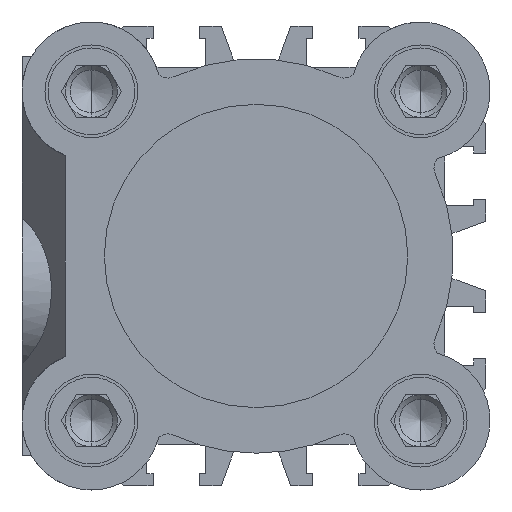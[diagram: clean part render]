
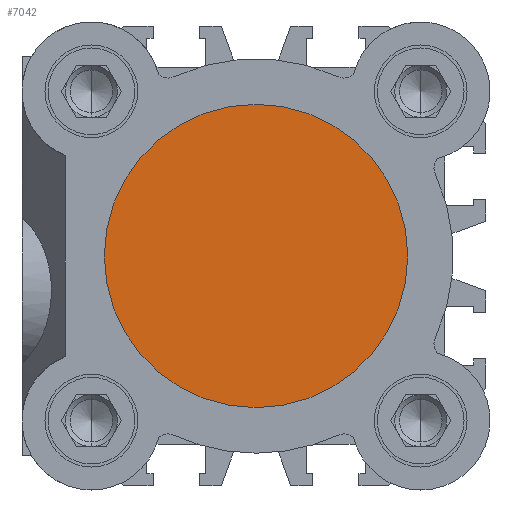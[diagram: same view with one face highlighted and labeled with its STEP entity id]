
A CAD part, left-side view. The second image highlights one B-rep face of the part: STEP entity #7042.
In plain terms, the highlighted face is planar.
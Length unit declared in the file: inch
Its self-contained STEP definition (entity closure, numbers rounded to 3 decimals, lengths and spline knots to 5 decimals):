
#377 = CARTESIAN_POINT ( 'NONE',  ( 0.15748, 0.68898, 0. ) ) ;
#684 = DIRECTION ( 'NONE',  ( -1., 0., 0. ) ) ;
#688 = AXIS2_PLACEMENT_3D ( 'NONE', #377, #2402, #9454 ) ;
#1115 = CARTESIAN_POINT ( 'NONE',  ( 0.15748, 0., -0.68898 ) ) ;
#1205 = AXIS2_PLACEMENT_3D ( 'NONE', #6737, #684, #7748 ) ;
#2091 = CARTESIAN_POINT ( 'NONE',  ( 0.15748, 0., 0. ) ) ;
#2402 = DIRECTION ( 'NONE',  ( -1., 0., 0. ) ) ;
#3097 = DIRECTION ( 'NONE',  ( 0., 0., 1. ) ) ;
#3365 = PLANE ( 'NONE',  #688 ) ;
#3474 = EDGE_LOOP ( 'NONE', ( #9751, #8016 ) ) ;
#3570 = AXIS2_PLACEMENT_3D ( 'NONE', #2091, #9141, #3097 ) ;
#5416 = VERTEX_POINT ( 'NONE', #12318 ) ;
#6737 = CARTESIAN_POINT ( 'NONE',  ( 0.15748, 0., 0. ) ) ;
#7042 = ADVANCED_FACE ( 'NONE', ( #9132 ), #3365, .F. ) ;
#7748 = DIRECTION ( 'NONE',  ( 0., 0., 1. ) ) ;
#7806 = CIRCLE ( 'NONE', #3570, 0.68898 ) ;
#8016 = ORIENTED_EDGE ( 'NONE', *, *, #9654, .F. ) ;
#9132 = FACE_OUTER_BOUND ( 'NONE', #3474, .T. ) ;
#9141 = DIRECTION ( 'NONE',  ( -1., 0., 0. ) ) ;
#9454 = DIRECTION ( 'NONE',  ( 0., 0., 1. ) ) ;
#9654 = EDGE_CURVE ( 'NONE', #10707, #5416, #7806, .T. ) ;
#9751 = ORIENTED_EDGE ( 'NONE', *, *, #11584, .F. ) ;
#10597 = CIRCLE ( 'NONE', #1205, 0.68898 ) ;
#10707 = VERTEX_POINT ( 'NONE', #1115 ) ;
#11584 = EDGE_CURVE ( 'NONE', #5416, #10707, #10597, .T. ) ;
#12318 = CARTESIAN_POINT ( 'NONE',  ( 0.15748, 0., 0.68898 ) ) ;
